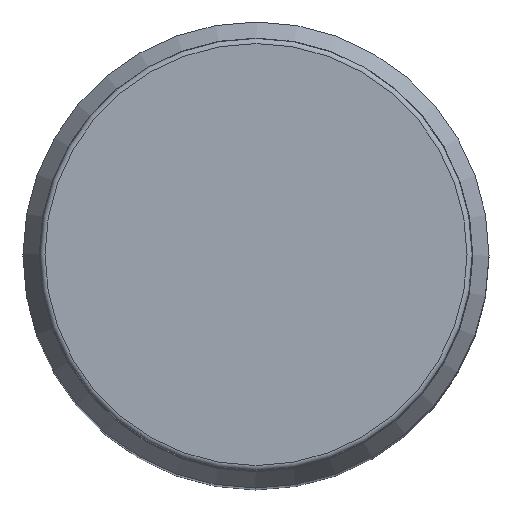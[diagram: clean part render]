
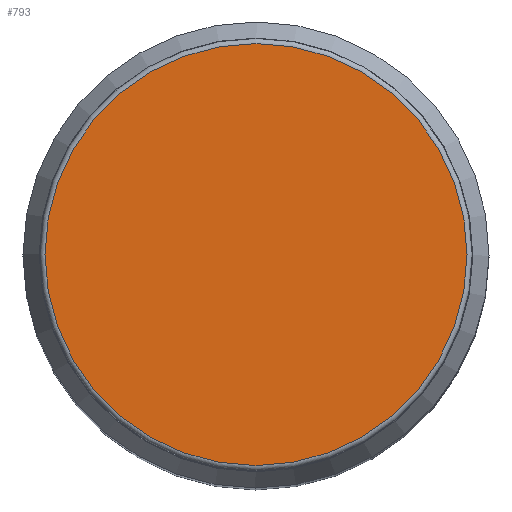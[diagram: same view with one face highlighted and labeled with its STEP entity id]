
A CAD part, top view. The second image highlights one B-rep face of the part: STEP entity #793.
In plain terms, the highlighted planar face has unit normal (0, 0, 1).
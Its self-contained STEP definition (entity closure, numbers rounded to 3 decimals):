
#34=PLANE('',#888);
#85=CIRCLE('',#884,8.15);
#241=FACE_OUTER_BOUND('',#296,.T.);
#296=EDGE_LOOP('',(#623));
#374=VERTEX_POINT('',#1519);
#464=EDGE_CURVE('',#374,#374,#85,.T.);
#623=ORIENTED_EDGE('',*,*,#464,.F.);
#793=ADVANCED_FACE('',(#241),#34,.F.);
#884=AXIS2_PLACEMENT_3D('',#1520,#1060,#1061);
#888=AXIS2_PLACEMENT_3D('',#1526,#1069,#1070);
#1060=DIRECTION('center_axis',(0.,0.,
-1.));
#1061=DIRECTION('ref_axis',(-1.,0.,0.));
#1069=DIRECTION('center_axis',(0.,0.,
-1.));
#1070=DIRECTION('ref_axis',(1.,0.,0.));
#1519=CARTESIAN_POINT('',(34.996,3.836,14.606));
#1520=CARTESIAN_POINT('Origin',(26.846,3.836,14.606));
#1526=CARTESIAN_POINT('Origin',(26.846,3.836,14.606));
